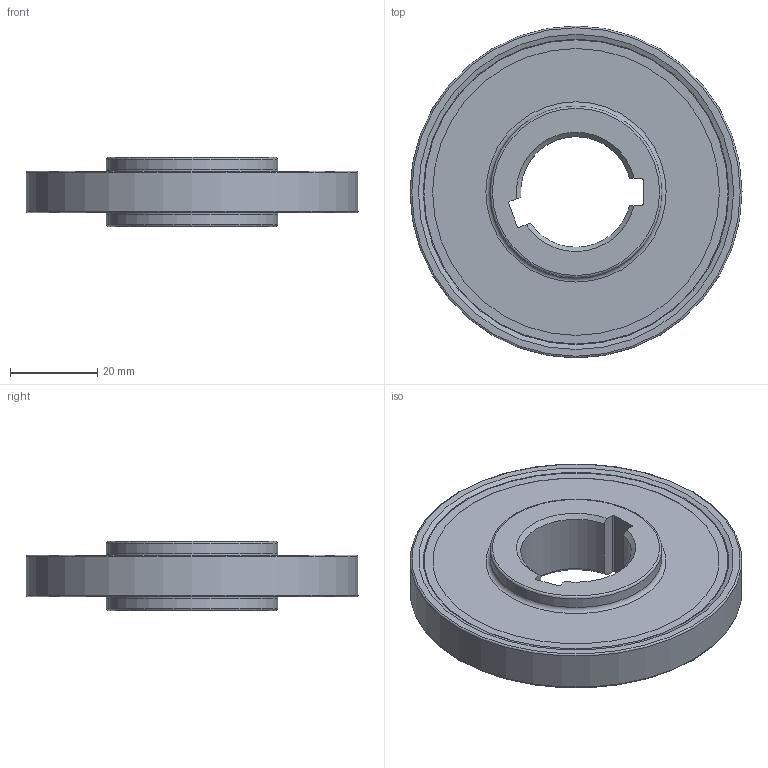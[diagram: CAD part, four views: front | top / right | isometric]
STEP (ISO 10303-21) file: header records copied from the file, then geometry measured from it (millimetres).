
FILE_DESCRIPTION(/* description */ (''),/* implementation_level */ '2;1');
FILE_NAME(/* name */ '335.18-03.00-0.37F-4N.stp',/* time_stamp */ '2017-09-14T10:21:06+06:00',/* author */ (''),/* organization */ (''),/* preprocessor_version */ 'ST-DEVELOPER v16',/* originating_system */ 'SIEMENS PLM Software NX 11.0',/* authorisation */ '');
FILE_SCHEMA (('AUTOMOTIVE_DESIGN { 1 0 10303 214 3 1 1 1 }'));
Length unit declared in the file: millimetre
Products named in the file (1): 335.18-03.00-0.37F-4N
Bounding box: 76.24 x 76.24 x 15.88 mm (x, y, z)
Volume: 46525.2 mm3; surface area: 17752.5 mm2
Topology: 2 solids, 2 shells, 41 faces, 95 edges, 58 vertices
Faces by surface type: cone 11, cylinder 10, plane 10, torus 7, revolution 3
Full cylindrical faces by diameter (mm): 39.4 x2, 65.877 x1, 74.641 x1
Entity records: 1140 total; most frequent: CARTESIAN_POINT 218, DIRECTION 195, ORIENTED_EDGE 144, AXIS2_PLACEMENT_3D 84, EDGE_CURVE 72, EDGE_LOOP 66, VERTEX_POINT 56, FACE_BOUND 50
